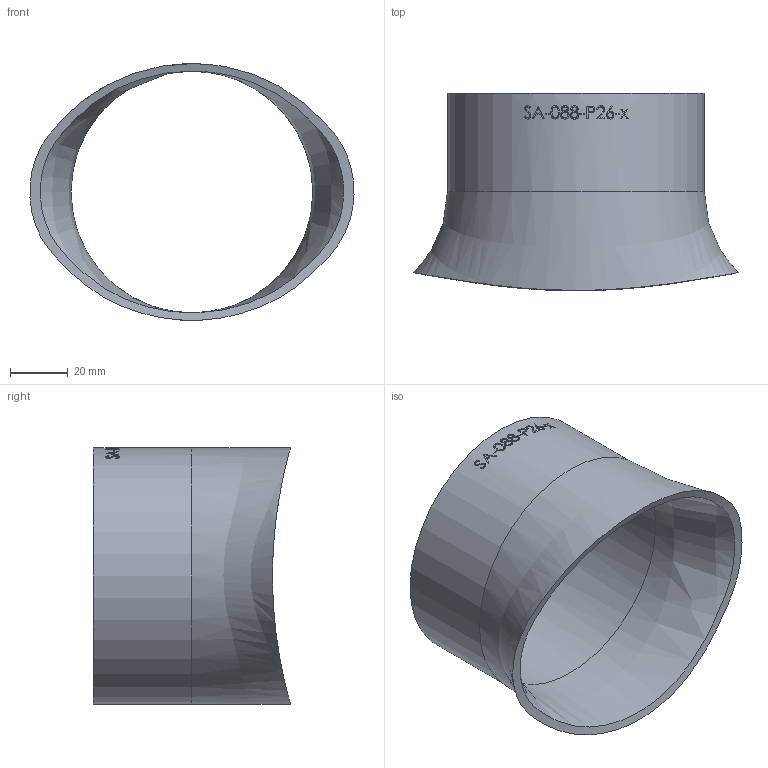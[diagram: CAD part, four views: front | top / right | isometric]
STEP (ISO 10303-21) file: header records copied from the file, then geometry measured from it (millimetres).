
FILE_DESCRIPTION (( 'STEP AP214' ), '1' );
FILE_NAME ('SA-088-P26-x Sattelstutzen 2001.STEP', '2020-01-09T12:50:20', ( '' ), ( '' ), 'SwSTEP 2.0', 'SolidWorks 2016', '' );
FILE_SCHEMA (( 'AUTOMOTIVE_DESIGN' ));
Length unit declared in the file: millimetre
Products named in the file (1): SA-088-P26-x Sattelstutzen 2001
Bounding box: 112.18 x 68.22 x 88.9 mm (x, y, z)
Volume: 47078.2 mm3; surface area: 38125.5 mm2
Topology: 1 solids, 1 shells, 159 faces, 413 edges, 275 vertices
Faces by surface type: bspline 103, plane 33, cylinder 23
Full cylindrical faces by diameter (mm): 83.7 x1, 88.9 x1
Entity records: 24242 total; most frequent: CARTESIAN_POINT 19639, ORIENTED_EDGE 810, EDGE_CURVE 405, B_SPLINE_CURVE_WITH_KNOTS 319, VERTEX_POINT 272, DIRECTION 247, EDGE_LOOP 185, FACE_OUTER_BOUND 163
